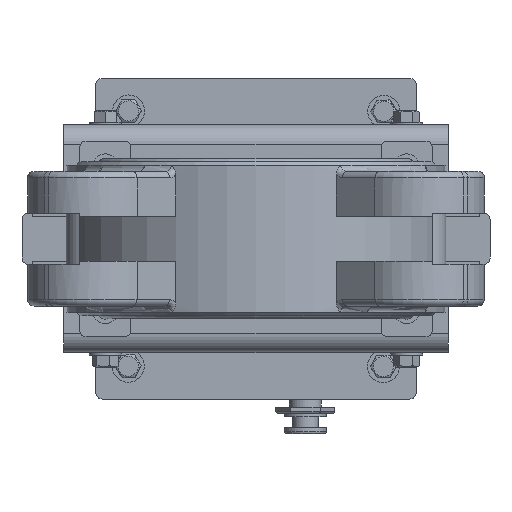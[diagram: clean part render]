
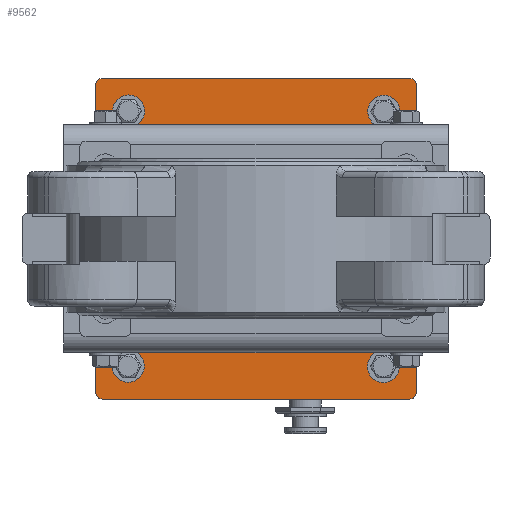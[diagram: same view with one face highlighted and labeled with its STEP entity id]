
A CAD part, front view. The second image highlights one B-rep face of the part: STEP entity #9562.
In plain terms, the highlighted planar face has unit normal (0, -1, 0).
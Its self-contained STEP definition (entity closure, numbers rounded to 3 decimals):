
#392=FACE_BOUND('',#1632,.T.);
#621=PLANE('',#10569);
#1054=FACE_OUTER_BOUND('',#1631,.T.);
#1631=EDGE_LOOP('',(#7800,#7801,#7802,#7803,#7804,#7805,#7806,#7807));
#1632=EDGE_LOOP('',(#7808));
#2386=LINE('',#16856,#3136);
#2390=LINE('',#16868,#3140);
#2394=LINE('',#16880,#3144);
#2398=LINE('',#16891,#3148);
#3136=VECTOR('',#12638,10.);
#3140=VECTOR('',#12650,10.);
#3144=VECTOR('',#12662,10.);
#3148=VECTOR('',#12674,10.);
#3619=CIRCLE('',#10545,27.);
#3623=CIRCLE('',#10553,2.);
#3625=CIRCLE('',#10557,2.);
#3627=CIRCLE('',#10561,2.);
#3629=CIRCLE('',#10565,2.);
#4368=VERTEX_POINT('',#16831);
#4372=VERTEX_POINT('',#16846);
#4373=VERTEX_POINT('',#16847);
#4376=VERTEX_POINT('',#16855);
#4378=VERTEX_POINT('',#16861);
#4380=VERTEX_POINT('',#16867);
#4382=VERTEX_POINT('',#16873);
#4384=VERTEX_POINT('',#16879);
#4386=VERTEX_POINT('',#16885);
#5528=EDGE_CURVE('',#4368,#4368,#3619,.T.);
#5534=EDGE_CURVE('',#4372,#4373,#3623,.T.);
#5538=EDGE_CURVE('',#4376,#4372,#2386,.T.);
#5541=EDGE_CURVE('',#4378,#4376,#3625,.T.);
#5544=EDGE_CURVE('',#4380,#4378,#2390,.T.);
#5547=EDGE_CURVE('',#4382,#4380,#3627,.T.);
#5550=EDGE_CURVE('',#4384,#4382,#2394,.T.);
#5553=EDGE_CURVE('',#4386,#4384,#3629,.T.);
#5556=EDGE_CURVE('',#4373,#4386,#2398,.T.);
#7800=ORIENTED_EDGE('',*,*,#5556,.F.);
#7801=ORIENTED_EDGE('',*,*,#5534,.F.);
#7802=ORIENTED_EDGE('',*,*,#5538,.F.);
#7803=ORIENTED_EDGE('',*,*,#5541,.F.);
#7804=ORIENTED_EDGE('',*,*,#5544,.F.);
#7805=ORIENTED_EDGE('',*,*,#5547,.F.);
#7806=ORIENTED_EDGE('',*,*,#5550,.F.);
#7807=ORIENTED_EDGE('',*,*,#5553,.F.);
#7808=ORIENTED_EDGE('',*,*,#5528,.T.);
#9562=ADVANCED_FACE('',(#1054,#392),#621,.F.);
#10545=AXIS2_PLACEMENT_3D('',#16833,#12612,#12613);
#10553=AXIS2_PLACEMENT_3D('',#16848,#12630,#12631);
#10557=AXIS2_PLACEMENT_3D('',#16862,#12643,#12644);
#10561=AXIS2_PLACEMENT_3D('',#16874,#12655,#12656);
#10565=AXIS2_PLACEMENT_3D('',#16886,#12667,#12668);
#10569=AXIS2_PLACEMENT_3D('',#16894,#12678,#12679);
#12612=DIRECTION('center_axis',(0.,1.,0.));
#12613=DIRECTION('ref_axis',(1.,0.,0.));
#12630=DIRECTION('center_axis',(0.,1.,0.));
#12631=DIRECTION('ref_axis',(0.,0.,-1.));
#12638=DIRECTION('',(-1.,0.,0.));
#12643=DIRECTION('center_axis',(0.,1.,0.));
#12644=DIRECTION('ref_axis',(1.,0.,0.));
#12650=DIRECTION('',(0.,0.,-1.));
#12655=DIRECTION('center_axis',(0.,1.,0.));
#12656=DIRECTION('ref_axis',(0.,0.,1.));
#12662=DIRECTION('',(1.,0.,0.));
#12667=DIRECTION('center_axis',(0.,1.,0.));
#12668=DIRECTION('ref_axis',(-1.,0.,0.));
#12674=DIRECTION('',(0.,0.,1.));
#12678=DIRECTION('center_axis',(0.,1.,0.));
#12679=DIRECTION('ref_axis',(0.,0.,1.));
#16831=CARTESIAN_POINT('',(-27.,0.,0.));
#16833=CARTESIAN_POINT('Origin',(0.,0.,0.));
#16846=CARTESIAN_POINT('',(-48.,0.,-50.));
#16847=CARTESIAN_POINT('',(-50.,0.,-48.));
#16848=CARTESIAN_POINT('Origin',(-48.,0.,-48.));
#16855=CARTESIAN_POINT('',(48.,0.,-50.));
#16856=CARTESIAN_POINT('',(48.,0.,-50.));
#16861=CARTESIAN_POINT('',(50.,0.,-48.));
#16862=CARTESIAN_POINT('Origin',(48.,0.,-48.));
#16867=CARTESIAN_POINT('',(50.,0.,48.));
#16868=CARTESIAN_POINT('',(50.,0.,48.));
#16873=CARTESIAN_POINT('',(48.,0.,50.));
#16874=CARTESIAN_POINT('Origin',(48.,0.,48.));
#16879=CARTESIAN_POINT('',(-48.,0.,50.));
#16880=CARTESIAN_POINT('',(-48.,0.,50.));
#16885=CARTESIAN_POINT('',(-50.,0.,48.));
#16886=CARTESIAN_POINT('Origin',(-48.,0.,48.));
#16891=CARTESIAN_POINT('',(-50.,0.,-48.));
#16894=CARTESIAN_POINT('Origin',(0.,0.,0.));
